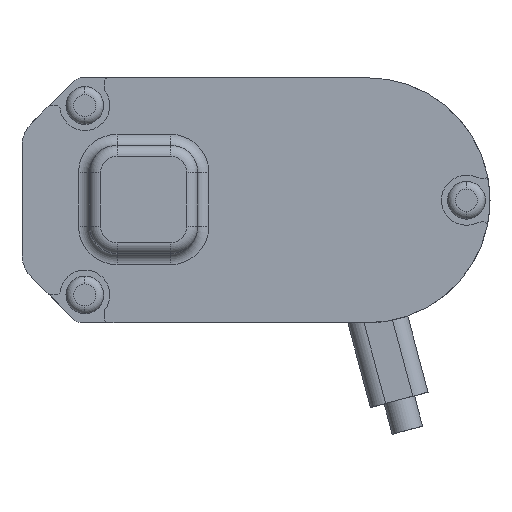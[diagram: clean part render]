
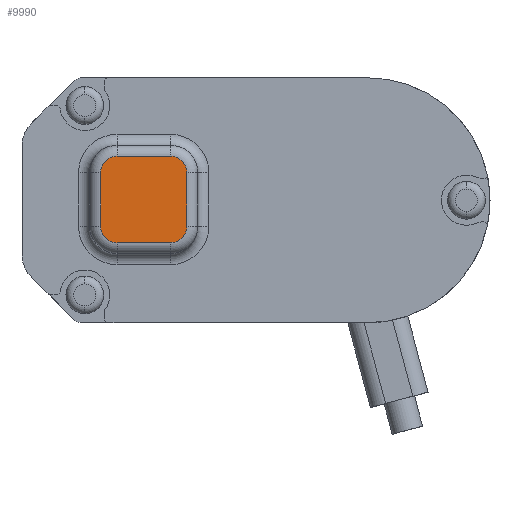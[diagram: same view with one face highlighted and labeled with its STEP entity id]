
A CAD part, front view. The second image highlights one B-rep face of the part: STEP entity #9990.
In plain terms, the highlighted planar face has unit normal (0, -1, 0).
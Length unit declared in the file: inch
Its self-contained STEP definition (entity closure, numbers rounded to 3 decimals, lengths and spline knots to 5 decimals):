
#575 = PLANE ( 'NONE',  #9645 ) ;
#646 = DIRECTION ( 'NONE',  ( 0., -1., 0. ) ) ;
#694 = DIRECTION ( 'NONE',  ( 0., 0., -1. ) ) ;
#1018 = CIRCLE ( 'NONE', #1532, 0.105 ) ;
#1141 = EDGE_CURVE ( 'NONE', #9377, #9976, #10252, .T. ) ;
#1338 = VECTOR ( 'NONE', #10746, 39.37008 ) ;
#1532 = AXIS2_PLACEMENT_3D ( 'NONE', #2693, #9079, #3606 ) ;
#1926 = EDGE_LOOP ( 'NONE', ( #9564, #7098, #4110, #2674, #11559, #9102, #11254, #2529 ) ) ;
#2085 = CARTESIAN_POINT ( 'NONE',  ( 0.945, -0.75, -1.05 ) ) ;
#2170 = DIRECTION ( 'NONE',  ( 0., 0., 1. ) ) ;
#2529 = ORIENTED_EDGE ( 'NONE', *, *, #11143, .T. ) ;
#2674 = ORIENTED_EDGE ( 'NONE', *, *, #3832, .T. ) ;
#2693 = CARTESIAN_POINT ( 'NONE',  ( 0.945, -0.75, -0.605 ) ) ;
#2759 = EDGE_CURVE ( 'NONE', #9835, #9830, #7349, .T. ) ;
#2979 = CARTESIAN_POINT ( 'NONE',  ( 1.05, -0.75, -0.945 ) ) ;
#3089 = CARTESIAN_POINT ( 'NONE',  ( 1.05, -0.75, -0.605 ) ) ;
#3606 = DIRECTION ( 'NONE',  ( 0., 0., -1. ) ) ;
#3832 = EDGE_CURVE ( 'NONE', #9976, #9974, #8636, .T. ) ;
#4015 = CIRCLE ( 'NONE', #9892, 0.105 ) ;
#4098 = CARTESIAN_POINT ( 'NONE',  ( 1.05, -0.75, -0.605 ) ) ;
#4110 = ORIENTED_EDGE ( 'NONE', *, *, #1141, .T. ) ;
#4587 = CARTESIAN_POINT ( 'NONE',  ( 0.605, -0.75, -0.5 ) ) ;
#4628 = CARTESIAN_POINT ( 'NONE',  ( 0.605, -0.75, -0.945 ) ) ;
#5029 = VECTOR ( 'NONE', #2170, 39.37008 ) ;
#5114 = CARTESIAN_POINT ( 'NONE',  ( 0.5, -0.75, -0.605 ) ) ;
#5268 = AXIS2_PLACEMENT_3D ( 'NONE', #5484, #5603, #6396 ) ;
#5294 = LINE ( 'NONE', #3089, #5029 ) ;
#5484 = CARTESIAN_POINT ( 'NONE',  ( 0.605, -0.75, -0.605 ) ) ;
#5532 = DIRECTION ( 'NONE',  ( 0., 0., -1. ) ) ;
#5603 = DIRECTION ( 'NONE',  ( 0., -1., 0. ) ) ;
#5631 = EDGE_CURVE ( 'NONE', #9673, #10423, #1018, .T. ) ;
#6087 = CARTESIAN_POINT ( 'NONE',  ( 0.945, -0.75, -0.945 ) ) ;
#6135 = DIRECTION ( 'NONE',  ( 0., -1., 0. ) ) ;
#6396 = DIRECTION ( 'NONE',  ( 0., 0., -1. ) ) ;
#6401 = DIRECTION ( 'NONE',  ( -1., 0., 0. ) ) ;
#6503 = EDGE_CURVE ( 'NONE', #9974, #10830, #4015, .T. ) ;
#6765 = DIRECTION ( 'NONE',  ( 1., 0., 0. ) ) ;
#7003 = LINE ( 'NONE', #11309, #11610 ) ;
#7011 = LINE ( 'NONE', #4587, #11616 ) ;
#7016 = DIRECTION ( 'NONE',  ( 0., 0., -1. ) ) ;
#7038 = CARTESIAN_POINT ( 'NONE',  ( 0.605, -0.75, -1.05 ) ) ;
#7098 = ORIENTED_EDGE ( 'NONE', *, *, #8113, .T. ) ;
#7349 = CIRCLE ( 'NONE', #9038, 0.105 ) ;
#7539 = CARTESIAN_POINT ( 'NONE',  ( 0.945, -0.75, -0.5 ) ) ;
#7852 = CARTESIAN_POINT ( 'NONE',  ( 0.5, -0.75, -0.945 ) ) ;
#8113 = EDGE_CURVE ( 'NONE', #10423, #9377, #7011, .T. ) ;
#8387 = FACE_OUTER_BOUND ( 'NONE', #1926, .T. ) ;
#8636 = LINE ( 'NONE', #9828, #1338 ) ;
#9038 = AXIS2_PLACEMENT_3D ( 'NONE', #6087, #646, #7016 ) ;
#9079 = DIRECTION ( 'NONE',  ( 0., -1., 0. ) ) ;
#9102 = ORIENTED_EDGE ( 'NONE', *, *, #11736, .T. ) ;
#9377 = VERTEX_POINT ( 'NONE', #9716 ) ;
#9564 = ORIENTED_EDGE ( 'NONE', *, *, #5631, .T. ) ;
#9645 = AXIS2_PLACEMENT_3D ( 'NONE', #11638, #6135, #694 ) ;
#9673 = VERTEX_POINT ( 'NONE', #4098 ) ;
#9716 = CARTESIAN_POINT ( 'NONE',  ( 0.605, -0.75, -0.5 ) ) ;
#9828 = CARTESIAN_POINT ( 'NONE',  ( 0.5, -0.75, -0.945 ) ) ;
#9830 = VERTEX_POINT ( 'NONE', #2979 ) ;
#9835 = VERTEX_POINT ( 'NONE', #2085 ) ;
#9892 = AXIS2_PLACEMENT_3D ( 'NONE', #4628, #11040, #5532 ) ;
#9974 = VERTEX_POINT ( 'NONE', #7852 ) ;
#9976 = VERTEX_POINT ( 'NONE', #5114 ) ;
#9990 = ADVANCED_FACE ( 'NONE', ( #8387 ), #575, .T. ) ;
#10252 = CIRCLE ( 'NONE', #5268, 0.105 ) ;
#10423 = VERTEX_POINT ( 'NONE', #7539 ) ;
#10746 = DIRECTION ( 'NONE',  ( 0., 0., -1. ) ) ;
#10830 = VERTEX_POINT ( 'NONE', #7038 ) ;
#11040 = DIRECTION ( 'NONE',  ( 0., -1., 0. ) ) ;
#11143 = EDGE_CURVE ( 'NONE', #9830, #9673, #5294, .T. ) ;
#11254 = ORIENTED_EDGE ( 'NONE', *, *, #2759, .T. ) ;
#11309 = CARTESIAN_POINT ( 'NONE',  ( 0.945, -0.75, -1.05 ) ) ;
#11559 = ORIENTED_EDGE ( 'NONE', *, *, #6503, .T. ) ;
#11610 = VECTOR ( 'NONE', #6765, 39.37008 ) ;
#11616 = VECTOR ( 'NONE', #6401, 39.37008 ) ;
#11638 = CARTESIAN_POINT ( 'NONE',  ( 0.605, -0.75, -0.605 ) ) ;
#11736 = EDGE_CURVE ( 'NONE', #10830, #9835, #7003, .T. ) ;
